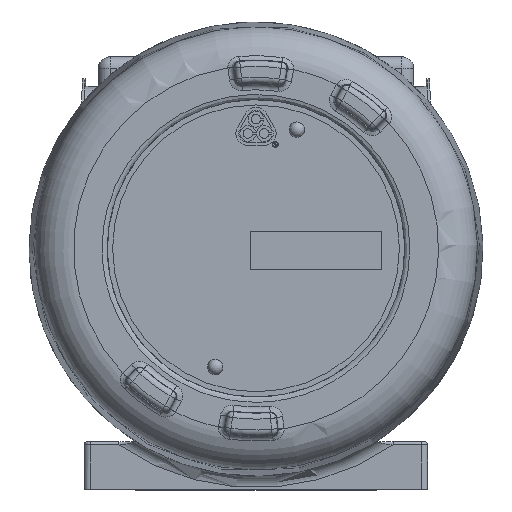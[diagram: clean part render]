
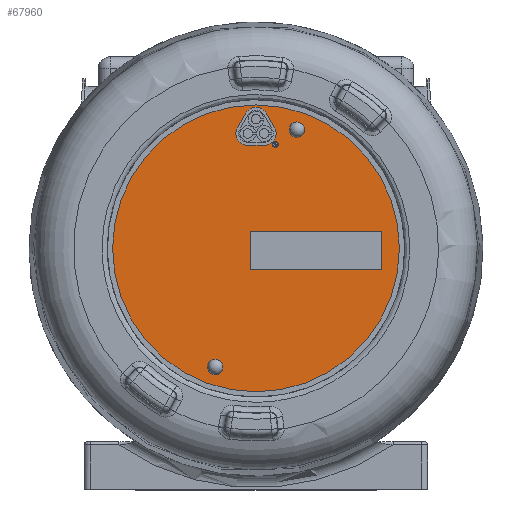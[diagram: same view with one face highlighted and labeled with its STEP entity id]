
A CAD part, top view. The second image highlights one B-rep face of the part: STEP entity #67960.
In plain terms, the highlighted planar face has unit normal (0, 0, 1).
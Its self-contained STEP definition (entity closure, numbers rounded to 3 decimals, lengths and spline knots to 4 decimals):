
#7950=PLANE('',#72469);
#14080=LINE('',#124433,#20317);
#14083=LINE('',#124438,#20320);
#14085=LINE('',#124442,#20322);
#14087=LINE('',#124445,#20324);
#14154=LINE('',#124783,#20391);
#14164=LINE('',#124816,#20401);
#14168=LINE('',#124827,#20405);
#20317=VECTOR('',#87332,0.4);
#20320=VECTOR('',#87337,1.375);
#20322=VECTOR('',#87341,0.4);
#20324=VECTOR('',#87345,1.375);
#20391=VECTOR('',#87482,0.1716);
#20401=VECTOR('',#87514,0.1716);
#20405=VECTOR('',#87526,0.1716);
#20941=FACE_BOUND('',#28678,.T.);
#20942=FACE_BOUND('',#28679,.T.);
#20943=FACE_BOUND('',#28680,.T.);
#20944=FACE_BOUND('',#28681,.T.);
#20945=FACE_BOUND('',#28682,.T.);
#24555=FACE_OUTER_BOUND('',#28677,.T.);
#28677=EDGE_LOOP('',(#63726));
#28678=EDGE_LOOP('',(#63727,#63728,#63729,#63730));
#28679=EDGE_LOOP('',(#63731,#63732,#63733,#63734,#63735,#63736));
#28680=EDGE_LOOP('',(#63737));
#28681=EDGE_LOOP('',(#63738));
#28682=EDGE_LOOP('',(#63739));
#30195=CIRCLE('',#72417,0.1244);
#30197=CIRCLE('',#72421,0.1244);
#30203=CIRCLE('',#72432,0.1244);
#30211=CIRCLE('',#72451,0.03);
#30216=CIRCLE('',#72462,0.0545);
#30218=CIRCLE('',#72465,0.0545);
#30220=CIRCLE('',#72468,1.5);
#36181=VERTEX_POINT('',#124431);
#36182=VERTEX_POINT('',#124432);
#36183=VERTEX_POINT('',#124437);
#36184=VERTEX_POINT('',#124441);
#36245=VERTEX_POINT('',#124773);
#36246=VERTEX_POINT('',#124774);
#36249=VERTEX_POINT('',#124782);
#36251=VERTEX_POINT('',#124788);
#36261=VERTEX_POINT('',#124815);
#36263=VERTEX_POINT('',#124821);
#36277=VERTEX_POINT('',#124871);
#36282=VERTEX_POINT('',#124887);
#36284=VERTEX_POINT('',#124892);
#36286=VERTEX_POINT('',#124897);
#45287=EDGE_CURVE('',#36181,#36182,#14080,.T.);
#45290=EDGE_CURVE('',#36182,#36183,#14083,.T.);
#45292=EDGE_CURVE('',#36183,#36184,#14085,.T.);
#45294=EDGE_CURVE('',#36184,#36181,#14087,.T.);
#45385=EDGE_CURVE('',#36245,#36246,#30195,.T.);
#45389=EDGE_CURVE('',#36249,#36245,#14154,.T.);
#45392=EDGE_CURVE('',#36251,#36249,#30197,.T.);
#45405=EDGE_CURVE('',#36261,#36251,#14164,.T.);
#45408=EDGE_CURVE('',#36263,#36261,#30203,.T.);
#45411=EDGE_CURVE('',#36246,#36263,#14168,.T.);
#45433=EDGE_CURVE('',#36277,#36277,#30211,.T.);
#45438=EDGE_CURVE('',#36282,#36282,#30216,.T.);
#45440=EDGE_CURVE('',#36284,#36284,#30218,.T.);
#45442=EDGE_CURVE('',#36286,#36286,#30220,.T.);
#63726=ORIENTED_EDGE('',*,*,#45442,.F.);
#63727=ORIENTED_EDGE('',*,*,#45287,.T.);
#63728=ORIENTED_EDGE('',*,*,#45290,.T.);
#63729=ORIENTED_EDGE('',*,*,#45292,.T.);
#63730=ORIENTED_EDGE('',*,*,#45294,.T.);
#63731=ORIENTED_EDGE('',*,*,#45385,.T.);
#63732=ORIENTED_EDGE('',*,*,#45411,.T.);
#63733=ORIENTED_EDGE('',*,*,#45408,.T.);
#63734=ORIENTED_EDGE('',*,*,#45405,.T.);
#63735=ORIENTED_EDGE('',*,*,#45392,.T.);
#63736=ORIENTED_EDGE('',*,*,#45389,.T.);
#63737=ORIENTED_EDGE('',*,*,#45433,.T.);
#63738=ORIENTED_EDGE('',*,*,#45438,.T.);
#63739=ORIENTED_EDGE('',*,*,#45440,.T.);
#67960=ADVANCED_FACE('',(#24555,#20941,#20942,#20943,#20944,#20945),#7950,
 .F.);
#72417=AXIS2_PLACEMENT_3D('',#124775,#87474,#87475);
#72421=AXIS2_PLACEMENT_3D('',#124789,#87487,#87488);
#72432=AXIS2_PLACEMENT_3D('',#124822,#87519,#87520);
#72451=AXIS2_PLACEMENT_3D('',#124872,#87574,#87575);
#72462=AXIS2_PLACEMENT_3D('',#124888,#87596,#87597);
#72465=AXIS2_PLACEMENT_3D('',#124893,#87602,#87603);
#72468=AXIS2_PLACEMENT_3D('',#124898,#87608,#87609);
#72469=AXIS2_PLACEMENT_3D('',#124899,#87610,#87611);
#87332=DIRECTION('',(0.,1.,0.));
#87337=DIRECTION('',(1.,0.,0.));
#87341=DIRECTION('',(0.,-1.,0.));
#87345=DIRECTION('',(-1.,0.,0.));
#87474=DIRECTION('center_axis',(0.,0.,-1.));
#87475=DIRECTION('ref_axis',(0.,-1.,0.));
#87482=DIRECTION('',(0.5,-0.866,0.));
#87487=DIRECTION('center_axis',(0.,0.,-1.));
#87488=DIRECTION('ref_axis',(0.866,0.5,0.));
#87514=DIRECTION('',(0.5,0.866,0.));
#87519=DIRECTION('center_axis',(0.,0.,-1.));
#87520=DIRECTION('ref_axis',(-0.866,0.5,0.));
#87526=DIRECTION('',(-1.,0.,0.));
#87574=DIRECTION('center_axis',(0.,0.,-1.));
#87575=DIRECTION('ref_axis',(-1.,0.,0.));
#87596=DIRECTION('center_axis',(0.,0.,-1.));
#87597=DIRECTION('ref_axis',(1.,0.,0.));
#87602=DIRECTION('center_axis',(0.,0.,-1.));
#87603=DIRECTION('ref_axis',(1.,0.,0.));
#87608=DIRECTION('center_axis',(0.,0.,-1.));
#87609=DIRECTION('ref_axis',(-1.,0.,0.));
#87610=DIRECTION('center_axis',(0.,0.,-1.));
#87611=DIRECTION('ref_axis',(-1.,0.,0.));
#124431=CARTESIAN_POINT('',(-0.06,-0.22,0.));
#124432=CARTESIAN_POINT('',(-0.06,0.18,0.));
#124433=CARTESIAN_POINT('',(-0.06,-0.11,0.));
#124437=CARTESIAN_POINT('',(1.315,0.18,0.));
#124438=CARTESIAN_POINT('',(-0.03,0.18,0.));
#124441=CARTESIAN_POINT('',(1.315,-0.22,0.));
#124442=CARTESIAN_POINT('',(1.315,0.09,0.));
#124445=CARTESIAN_POINT('',(0.6575,-0.22,0.));
#124773=CARTESIAN_POINT('',(0.1936,1.2636,0.));
#124774=CARTESIAN_POINT('',(0.0858,1.0769,0.));
#124775=CARTESIAN_POINT('Origin',(0.0858,1.2014,0.));
#124782=CARTESIAN_POINT('',(0.1078,1.4122,0.));
#124783=CARTESIAN_POINT('',(0.4,0.906,0.));
#124788=CARTESIAN_POINT('',(-0.1078,1.4122,0.));
#124789=CARTESIAN_POINT('Origin',(0.,1.35,0.));
#124815=CARTESIAN_POINT('',(-0.1936,1.2636,0.));
#124816=CARTESIAN_POINT('',(-0.443,0.8316,0.));
#124821=CARTESIAN_POINT('',(-0.0858,1.0769,0.));
#124822=CARTESIAN_POINT('Origin',(-0.0858,1.2014,
0.));
#124827=CARTESIAN_POINT('',(0.0429,1.0769,0.));
#124871=CARTESIAN_POINT('',(0.2316,1.0856,0.));
#124872=CARTESIAN_POINT('Origin',(0.2016,1.0856,0.));
#124887=CARTESIAN_POINT('',(-0.3728,-1.241,0.));
#124888=CARTESIAN_POINT('Origin',(-0.4273,-1.241,0.));
#124892=CARTESIAN_POINT('',(0.4818,1.241,0.));
#124893=CARTESIAN_POINT('Origin',(0.4273,1.241,0.));
#124897=CARTESIAN_POINT('',(1.5,0.,0.));
#124898=CARTESIAN_POINT('Origin',(0.,0.,0.));
#124899=CARTESIAN_POINT('Origin',(0.,0.,0.));
